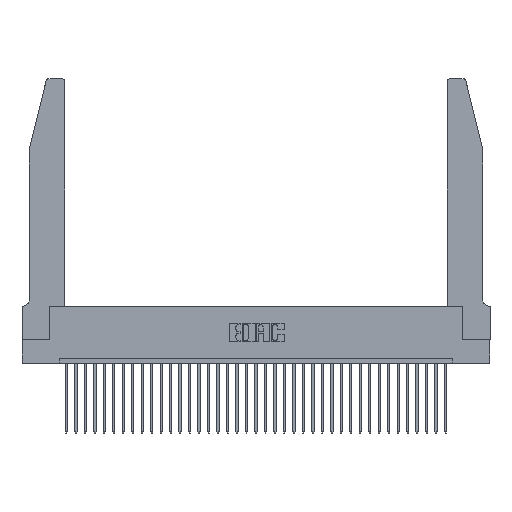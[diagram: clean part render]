
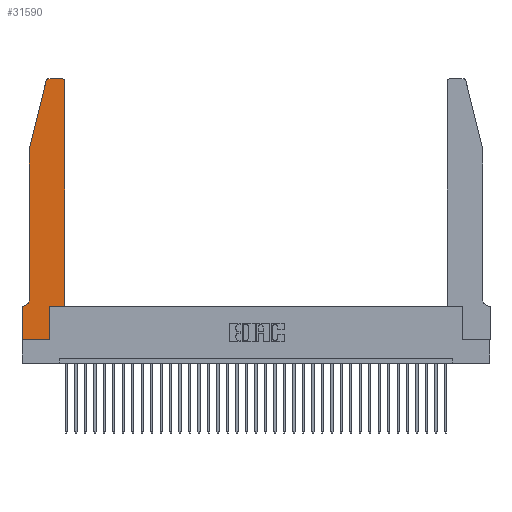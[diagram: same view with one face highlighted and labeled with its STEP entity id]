
A CAD part, top view. The second image highlights one B-rep face of the part: STEP entity #31590.
In plain terms, the highlighted planar face has unit normal (0, 0, 1).
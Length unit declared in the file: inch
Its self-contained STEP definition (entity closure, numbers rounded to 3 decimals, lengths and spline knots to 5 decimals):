
#204 = DIRECTION ( 'NONE',  ( 0., -1., 0. ) ) ;
#942 = AXIS2_PLACEMENT_3D ( 'NONE', #11635, #25526, #17009 ) ;
#1978 = EDGE_CURVE ( 'NONE', #17348, #21314, #27120, .T. ) ;
#2734 = CIRCLE ( 'NONE', #942, 0.03 ) ;
#3196 = CARTESIAN_POINT ( 'NONE',  ( 0., 0.35, 0.37 ) ) ;
#3527 = VERTEX_POINT ( 'NONE', #34005 ) ;
#4120 = DIRECTION ( 'NONE',  ( 1., 0., 0. ) ) ;
#4497 = ORIENTED_EDGE ( 'NONE', *, *, #6521, .T. ) ;
#4515 = VERTEX_POINT ( 'NONE', #32085 ) ;
#4612 = CARTESIAN_POINT ( 'NONE',  ( 0.4205, 2.75, 0.37 ) ) ;
#5150 = ORIENTED_EDGE ( 'NONE', *, *, #20800, .T. ) ;
#5158 = CARTESIAN_POINT ( 'NONE',  ( 0.4505, 0.35, 0.37 ) ) ;
#5241 = CARTESIAN_POINT ( 'NONE',  ( 0.2865, 0.35, 0.37 ) ) ;
#6139 = VERTEX_POINT ( 'NONE', #31333 ) ;
#6436 = ORIENTED_EDGE ( 'NONE', *, *, #32055, .T. ) ;
#6521 = EDGE_CURVE ( 'NONE', #23518, #28373, #30167, .T. ) ;
#6565 = LINE ( 'NONE', #11947, #15579 ) ;
#6719 = DIRECTION ( 'NONE',  ( 0., -1., 0. ) ) ;
#7599 = CARTESIAN_POINT ( 'NONE',  ( 0.284, 2.75, 0.37 ) ) ;
#8000 = DIRECTION ( 'NONE',  ( 0., 1., 0. ) ) ;
#8289 = AXIS2_PLACEMENT_3D ( 'NONE', #14799, #9393, #28842 ) ;
#8883 = CARTESIAN_POINT ( 'NONE',  ( 0.0755, 2., 0.37 ) ) ;
#9050 = ORIENTED_EDGE ( 'NONE', *, *, #1978, .T. ) ;
#9327 = CARTESIAN_POINT ( 'NONE',  ( 0.4205, 2.72, 0.37 ) ) ;
#9393 = DIRECTION ( 'NONE',  ( 0., 0., -1. ) ) ;
#9577 = ORIENTED_EDGE ( 'NONE', *, *, #18181, .T. ) ;
#10240 = VERTEX_POINT ( 'NONE', #3196 ) ;
#10486 = ORIENTED_EDGE ( 'NONE', *, *, #21311, .T. ) ;
#10520 = LINE ( 'NONE', #25265, #19542 ) ;
#10946 = CARTESIAN_POINT ( 'NONE',  ( 0.0755, 2., 0.37 ) ) ;
#11337 = DIRECTION ( 'NONE',  ( 1., 0., 0. ) ) ;
#11635 = CARTESIAN_POINT ( 'NONE',  ( 0.284, 2.72, 0.37 ) ) ;
#11947 = CARTESIAN_POINT ( 'NONE',  ( 0.2605, 2.75, 0.37 ) ) ;
#12008 = VECTOR ( 'NONE', #17587, 39.37008 ) ;
#12244 = CARTESIAN_POINT ( 'NONE',  ( 0., 0., 0.37 ) ) ;
#12271 = ORIENTED_EDGE ( 'NONE', *, *, #23800, .T. ) ;
#12875 = ORIENTED_EDGE ( 'NONE', *, *, #19454, .T. ) ;
#13695 = PLANE ( 'NONE',  #22335 ) ;
#13703 = ORIENTED_EDGE ( 'NONE', *, *, #22756, .T. ) ;
#13720 = VECTOR ( 'NONE', #33994, 39.37008 ) ;
#13995 = LINE ( 'NONE', #10946, #17860 ) ;
#14792 = VECTOR ( 'NONE', #6719, 39.37008 ) ;
#14799 = CARTESIAN_POINT ( 'NONE',  ( 0.0055, 0.42, 0.37 ) ) ;
#15579 = VECTOR ( 'NONE', #23041, 39.37008 ) ;
#16005 = EDGE_CURVE ( 'NONE', #28373, #26185, #23452, .T. ) ;
#16317 = DIRECTION ( 'NONE',  ( 0., 0., 1. ) ) ;
#16454 = DIRECTION ( 'NONE',  ( 1., 0., 0. ) ) ;
#17009 = DIRECTION ( 'NONE',  ( 1., 0., 0. ) ) ;
#17065 = CARTESIAN_POINT ( 'NONE',  ( 0.4505, 2.72, 0.37 ) ) ;
#17200 = FACE_OUTER_BOUND ( 'NONE', #30371, .T. ) ;
#17348 = VERTEX_POINT ( 'NONE', #21544 ) ;
#17508 = ORIENTED_EDGE ( 'NONE', *, *, #26898, .T. ) ;
#17587 = DIRECTION ( 'NONE',  ( -1., 0., 0. ) ) ;
#17860 = VECTOR ( 'NONE', #204, 39.37008 ) ;
#18181 = EDGE_CURVE ( 'NONE', #4515, #23518, #10520, .T. ) ;
#18444 = CARTESIAN_POINT ( 'NONE',  ( 0.0055, 0.35, 0.37 ) ) ;
#18815 = CARTESIAN_POINT ( 'NONE',  ( 0.4505, 0.35, 0.37 ) ) ;
#18943 = VECTOR ( 'NONE', #11337, 39.37008 ) ;
#19128 = VERTEX_POINT ( 'NONE', #32811 ) ;
#19264 = CARTESIAN_POINT ( 'NONE',  ( 0., 0., 0.37 ) ) ;
#19454 = EDGE_CURVE ( 'NONE', #20431, #10240, #20199, .T. ) ;
#19542 = VECTOR ( 'NONE', #30840, 39.37008 ) ;
#20199 = LINE ( 'NONE', #28610, #12008 ) ;
#20431 = VERTEX_POINT ( 'NONE', #18444 ) ;
#20800 = EDGE_CURVE ( 'NONE', #3527, #20431, #26126, .T. ) ;
#21311 = EDGE_CURVE ( 'NONE', #21314, #3527, #13995, .T. ) ;
#21314 = VERTEX_POINT ( 'NONE', #8883 ) ;
#21544 = CARTESIAN_POINT ( 'NONE',  ( 0.25487, 2.72718, 0.37 ) ) ;
#22170 = LINE ( 'NONE', #12244, #14792 ) ;
#22335 = AXIS2_PLACEMENT_3D ( 'NONE', #24717, #16317, #16454 ) ;
#22756 = EDGE_CURVE ( 'NONE', #10240, #6139, #22170, .T. ) ;
#23041 = DIRECTION ( 'NONE',  ( -1., 0., 0. ) ) ;
#23301 = LINE ( 'NONE', #19264, #18943 ) ;
#23452 = CIRCLE ( 'NONE', #28743, 0.03 ) ;
#23518 = VERTEX_POINT ( 'NONE', #18815 ) ;
#23800 = EDGE_CURVE ( 'NONE', #26185, #29983, #6565, .T. ) ;
#24717 = CARTESIAN_POINT ( 'NONE',  ( 0., 0.35, 0.37 ) ) ;
#24888 = ORIENTED_EDGE ( 'NONE', *, *, #25108, .T. ) ;
#25108 = EDGE_CURVE ( 'NONE', #29983, #17348, #2734, .T. ) ;
#25265 = CARTESIAN_POINT ( 'NONE',  ( 0.4505, 0.35, 0.37 ) ) ;
#25526 = DIRECTION ( 'NONE',  ( 0., 0., 1. ) ) ;
#25636 = DIRECTION ( 'NONE',  ( 0., 0., 1. ) ) ;
#26126 = CIRCLE ( 'NONE', #8289, 0.07 ) ;
#26185 = VERTEX_POINT ( 'NONE', #4612 ) ;
#26898 = EDGE_CURVE ( 'NONE', #6139, #19128, #23301, .T. ) ;
#27120 = LINE ( 'NONE', #35792, #28427 ) ;
#28373 = VERTEX_POINT ( 'NONE', #17065 ) ;
#28427 = VECTOR ( 'NONE', #33459, 39.37008 ) ;
#28490 = VECTOR ( 'NONE', #8000, 39.37008 ) ;
#28610 = CARTESIAN_POINT ( 'NONE',  ( 0.0755, 0.35, 0.37 ) ) ;
#28743 = AXIS2_PLACEMENT_3D ( 'NONE', #9327, #25636, #4120 ) ;
#28842 = DIRECTION ( 'NONE',  ( -1., 0., 0. ) ) ;
#29983 = VERTEX_POINT ( 'NONE', #7599 ) ;
#30167 = LINE ( 'NONE', #5158, #13720 ) ;
#30371 = EDGE_LOOP ( 'NONE', ( #12271, #24888, #9050, #10486, #5150, #12875, #13703, #17508, #6436, #9577, #4497, #33023 ) ) ;
#30840 = DIRECTION ( 'NONE',  ( 1., 0., 0. ) ) ;
#31333 = CARTESIAN_POINT ( 'NONE',  ( 0., 0., 0.37 ) ) ;
#31590 = ADVANCED_FACE ( 'NONE', ( #17200 ), #13695, .T. ) ;
#32055 = EDGE_CURVE ( 'NONE', #19128, #4515, #34993, .T. ) ;
#32085 = CARTESIAN_POINT ( 'NONE',  ( 0.2865, 0.35, 0.37 ) ) ;
#32811 = CARTESIAN_POINT ( 'NONE',  ( 0.2865, 0., 0.37 ) ) ;
#33023 = ORIENTED_EDGE ( 'NONE', *, *, #16005, .T. ) ;
#33459 = DIRECTION ( 'NONE',  ( -0.239, -0.971, 0. ) ) ;
#33994 = DIRECTION ( 'NONE',  ( 0., 1., 0. ) ) ;
#34005 = CARTESIAN_POINT ( 'NONE',  ( 0.0755, 0.42, 0.37 ) ) ;
#34993 = LINE ( 'NONE', #5241, #28490 ) ;
#35792 = CARTESIAN_POINT ( 'NONE',  ( 0.0755, 2., 0.37 ) ) ;
